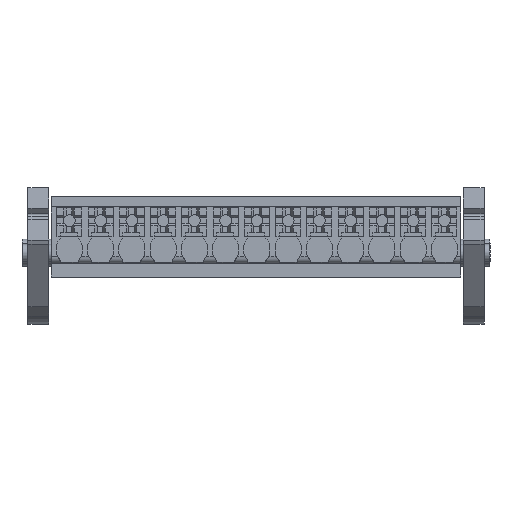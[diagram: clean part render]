
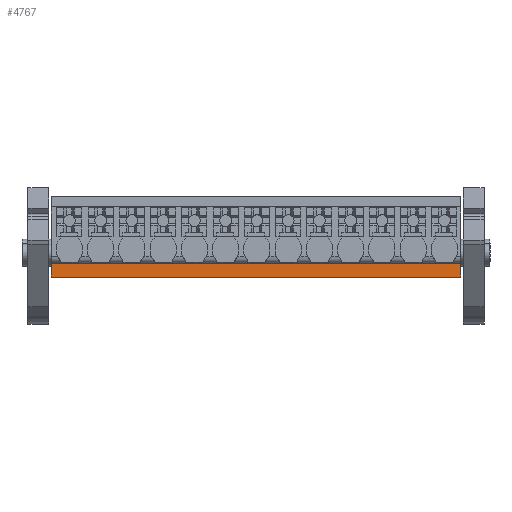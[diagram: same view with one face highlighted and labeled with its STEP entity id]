
A CAD part, top view. The second image highlights one B-rep face of the part: STEP entity #4767.
In plain terms, the highlighted planar face has unit normal (0, 0, 1).
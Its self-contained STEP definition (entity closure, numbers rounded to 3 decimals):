
#4747=AXIS2_PLACEMENT_3D('Plane Axis2P3D',#4744,#4745,#4746) ;
#105=CARTESIAN_POINT('Vertex',(3.25,5.297,20.4)) ;
#108=CARTESIAN_POINT('Line Origine',(3.25,6.06,20.4)) ;
#112=CARTESIAN_POINT('Vertex',(3.25,6.822,20.4)) ;
#4223=CARTESIAN_POINT('Vertex',(49.15,5.297,20.4)) ;
#4226=CARTESIAN_POINT('Line Origine',(26.2,5.297,20.4)) ;
#4744=CARTESIAN_POINT('Axis2P3D Location',(34.93,6.822,20.4)) ;
#4749=CARTESIAN_POINT('Line Origine',(49.15,6.059,20.4)) ;
#4753=CARTESIAN_POINT('Vertex',(49.15,6.822,20.4)) ;
#4756=CARTESIAN_POINT('Line Origine',(26.2,6.822,20.4)) ;
#109=DIRECTION('Vector Direction',(0.,1.,0.)) ;
#4227=DIRECTION('Vector Direction',(1.,0.,0.)) ;
#4745=DIRECTION('Axis2P3D Direction',(-0.,0.,1.)) ;
#4746=DIRECTION('Axis2P3D XDirection',(0.,-1.,0.)) ;
#4750=DIRECTION('Vector Direction',(0.,-1.,0.)) ;
#4757=DIRECTION('Vector Direction',(-1.,0.,0.)) ;
#110=VECTOR('Line Direction',#109,1.) ;
#4228=VECTOR('Line Direction',#4227,1.) ;
#4751=VECTOR('Line Direction',#4750,1.) ;
#4758=VECTOR('Line Direction',#4757,1.) ;
#4762=ORIENTED_EDGE('',*,*,#4230,.T.) ;
#4763=ORIENTED_EDGE('',*,*,#4755,.F.) ;
#4764=ORIENTED_EDGE('',*,*,#4760,.T.) ;
#4765=ORIENTED_EDGE('',*,*,#114,.T.) ;
#4767=ADVANCED_FACE('HOUSING',(#4766),#4748,.T.) ;
#114=EDGE_CURVE('',#113,#106,#111,.F.) ;
#4230=EDGE_CURVE('',#106,#4224,#4229,.T.) ;
#4755=EDGE_CURVE('',#4754,#4224,#4752,.T.) ;
#4760=EDGE_CURVE('',#4754,#113,#4759,.T.) ;
#4761=EDGE_LOOP('',(#4762,#4763,#4764,#4765)) ;
#4766=FACE_OUTER_BOUND('',#4761,.T.) ;
#111=LINE('Line',#108,#110) ;
#4229=LINE('Line',#4226,#4228) ;
#4752=LINE('Line',#4749,#4751) ;
#4759=LINE('Line',#4756,#4758) ;
#4748=PLANE('',#4747) ;
#106=VERTEX_POINT('',#105) ;
#113=VERTEX_POINT('',#112) ;
#4224=VERTEX_POINT('',#4223) ;
#4754=VERTEX_POINT('',#4753) ;
